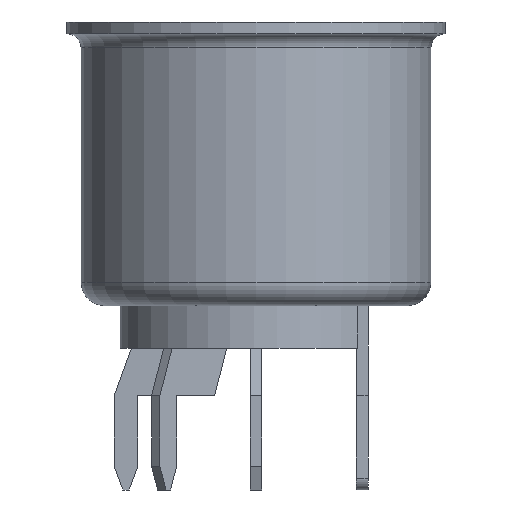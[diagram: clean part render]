
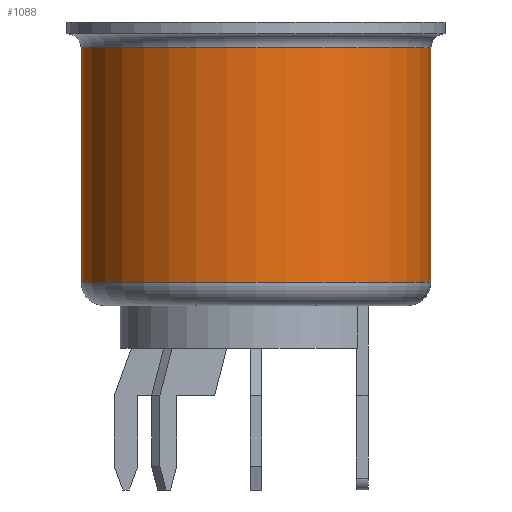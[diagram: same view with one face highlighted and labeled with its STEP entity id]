
A CAD part, front view. The second image highlights one B-rep face of the part: STEP entity #1088.
In plain terms, the highlighted cylindrical face has radius 7.4 mm (diameter 14.8 mm), a partial arc.
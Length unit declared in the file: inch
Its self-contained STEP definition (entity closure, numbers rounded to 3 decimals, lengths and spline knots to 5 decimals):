
#8 = DIRECTION ( 'NONE',  ( 0., 0., 1. ) ) ;
#19 = EDGE_CURVE ( 'NONE', #3681, #1763, #719, .T. ) ;
#64 = DIRECTION ( 'NONE',  ( 0., 0., 1. ) ) ;
#107 = VECTOR ( 'NONE', #8, 39.37008 ) ;
#439 = EDGE_CURVE ( 'NONE', #3702, #3681, #499, .T. ) ;
#499 = CIRCLE ( 'NONE', #4010, 0.29134 ) ;
#623 = ORIENTED_EDGE ( 'NONE', *, *, #19, .T. ) ;
#691 = CIRCLE ( 'NONE', #3150, 0.29134 ) ;
#719 = LINE ( 'NONE', #3191, #107 ) ;
#911 = EDGE_CURVE ( 'NONE', #3702, #3629, #3752, .T. ) ;
#1088 = ADVANCED_FACE ( 'NONE', ( #1725 ), #2662, .T. ) ;
#1093 = EDGE_CURVE ( 'NONE', #3629, #1763, #691, .T. ) ;
#1143 = CARTESIAN_POINT ( 'NONE',  ( 0., 0., -0.04331 ) ) ;
#1201 = DIRECTION ( 'NONE',  ( 0., 0., 1. ) ) ;
#1304 = DIRECTION ( 'NONE',  ( 1., 0., 0. ) ) ;
#1309 = ORIENTED_EDGE ( 'NONE', *, *, #1093, .F. ) ;
#1618 = CARTESIAN_POINT ( 'NONE',  ( 0., 0., -0.43307 ) ) ;
#1725 = FACE_OUTER_BOUND ( 'NONE', #3594, .T. ) ;
#1763 = VERTEX_POINT ( 'NONE', #3952 ) ;
#1787 = DIRECTION ( 'NONE',  ( 1., 0., 0. ) ) ;
#2129 = AXIS2_PLACEMENT_3D ( 'NONE', #2966, #3004, #1787 ) ;
#2159 = DIRECTION ( 'NONE',  ( 0., 0., 1. ) ) ;
#2261 = ORIENTED_EDGE ( 'NONE', *, *, #439, .T. ) ;
#2360 = DIRECTION ( 'NONE',  ( 1., 0., 0. ) ) ;
#2662 = CYLINDRICAL_SURFACE ( 'NONE', #2129, 0.29134 ) ;
#2780 = ORIENTED_EDGE ( 'NONE', *, *, #911, .F. ) ;
#2966 = CARTESIAN_POINT ( 'NONE',  ( 0., 0., 0. ) ) ;
#3004 = DIRECTION ( 'NONE',  ( 0., 0., 1. ) ) ;
#3093 = CARTESIAN_POINT ( 'NONE',  ( 0.29134, 0., -0.43307 ) ) ;
#3150 = AXIS2_PLACEMENT_3D ( 'NONE', #1143, #1201, #2360 ) ;
#3191 = CARTESIAN_POINT ( 'NONE',  ( 0.29134, 0., 0. ) ) ;
#3439 = CARTESIAN_POINT ( 'NONE',  ( -0.29134, 0., -0.43307 ) ) ;
#3474 = VECTOR ( 'NONE', #2159, 39.37008 ) ;
#3553 = CARTESIAN_POINT ( 'NONE',  ( -0.29134, 0., -0.04331 ) ) ;
#3594 = EDGE_LOOP ( 'NONE', ( #2780, #2261, #623, #1309 ) ) ;
#3629 = VERTEX_POINT ( 'NONE', #3553 ) ;
#3681 = VERTEX_POINT ( 'NONE', #3093 ) ;
#3702 = VERTEX_POINT ( 'NONE', #3439 ) ;
#3752 = LINE ( 'NONE', #4015, #3474 ) ;
#3952 = CARTESIAN_POINT ( 'NONE',  ( 0.29134, 0., -0.04331 ) ) ;
#4010 = AXIS2_PLACEMENT_3D ( 'NONE', #1618, #64, #1304 ) ;
#4015 = CARTESIAN_POINT ( 'NONE',  ( -0.29134, 0., 0. ) ) ;
